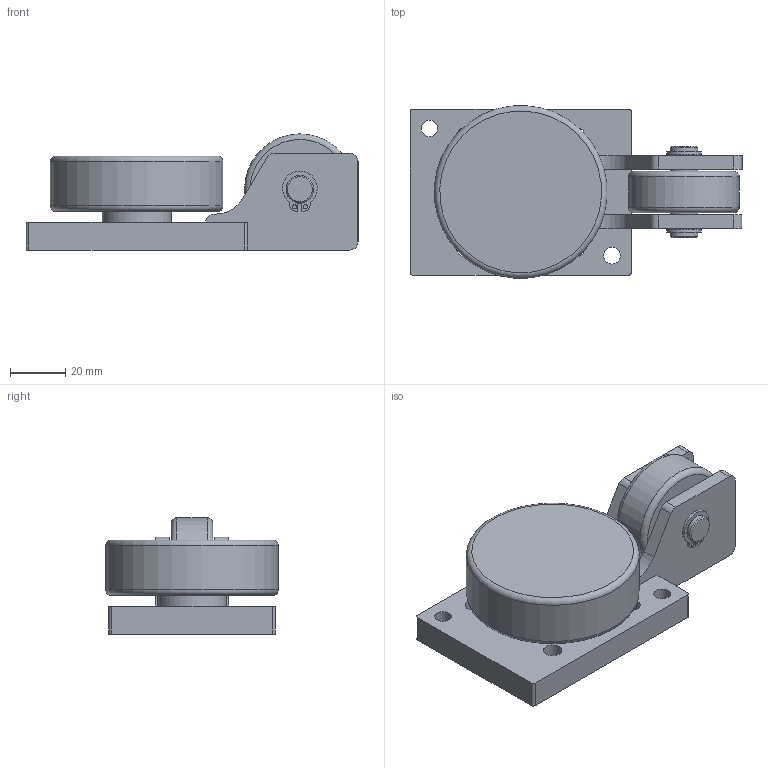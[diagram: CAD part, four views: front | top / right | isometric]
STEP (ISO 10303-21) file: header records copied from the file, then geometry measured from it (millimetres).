
FILE_DESCRIPTION(/* description */ ('-','CAx-IF Rec.Pracs.---Representation and Presentation of Product Manufacturing Information (PMI)---4.0---2014-10-13'),/* implementation_level */ '2;1');
FILE_NAME(/* name */ 'fd338fc7-2c2d-4505-a66d-82cafc3e7565.stp',/* time_stamp */ '2020-04-01T16:11:54+02:00',/* author */ ('-'),/* organization */ ('NTI CADcenter A/S'),/* preprocessor_version */ 'ST-DEVELOPER v18',/* originating_system */ 'Autodesk Inventor 2020',/* authorisation */ '-');
FILE_SCHEMA (('AP242_MANAGED_MODEL_BASED_3D_ENGINEERING_MIM_LF { 1 0 10303 442 1 1 4 }'));
Length unit declared in the file: millimetre
Products named in the file (1): PSAS 060.6200_Kontur
Bounding box: 120 x 62.39 x 42 mm (x, y, z)
Volume: 139459.9 mm3; surface area: 34700.5 mm2
Topology: 1 solids, 1 shells, 122 faces, 354 edges, 246 vertices
Faces by surface type: plane 55, cylinder 52, cone 8, torus 7
Full cylindrical faces by diameter (mm): 1.5 x4, 2 x2, 6 x2, 6.647 x4, 9.6 x2, 10 x6, 22 x1, 25 x1, 26 x2, 27.2 x1, 40 x1, 62.5 x1
Entity records: 4260 total; most frequent: DIRECTION 789, CARTESIAN_POINT 723, ORIENTED_EDGE 708, EDGE_CURVE 354, AXIS2_PLACEMENT_3D 312, VERTEX_POINT 246, CIRCLE 189, LINE 165
